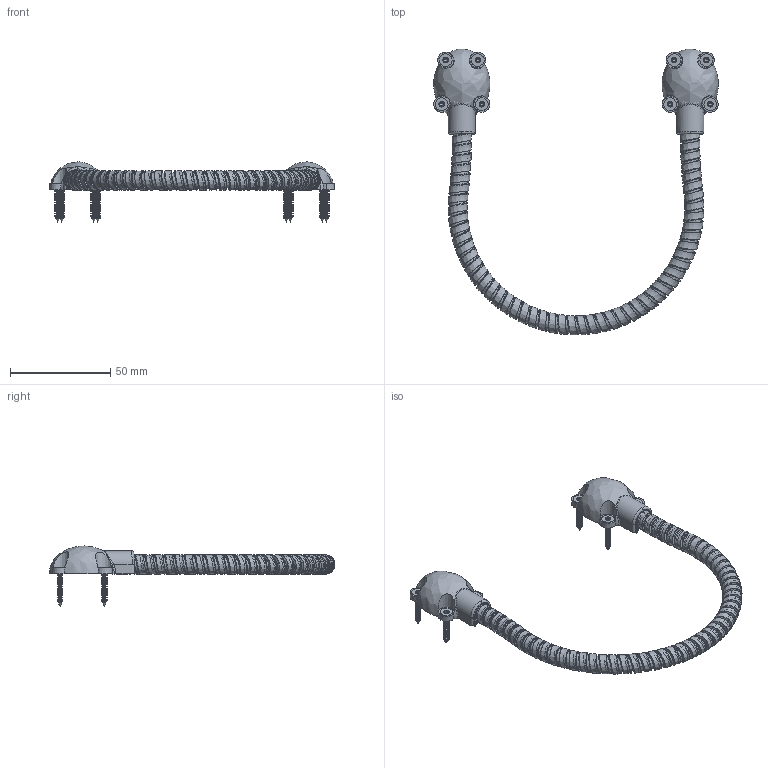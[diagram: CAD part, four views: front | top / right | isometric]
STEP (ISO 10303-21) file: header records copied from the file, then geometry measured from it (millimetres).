
FILE_DESCRIPTION (( 'STEP AP214' ), '1' );
FILE_NAME ('DLI7_30.STEP', '2021-08-02T14:18:05', ( '' ), ( '' ), 'SwSTEP 2.0', 'SolidWorks 2020', '' );
FILE_SCHEMA (( 'AUTOMOTIVE_DESIGN' ));
Length unit declared in the file: millimetre
Products named in the file (7): SCREW BAG FOR DL_SCREW BAG DL7; 3_7mm; ISO 14586 - ST2.9 x 19-C-S_ISO 14586 - ST2.9 x 19-C-S; MP0181-DL FIXING PART DIAM 7_MOULE ZAMACK; PP0053-PLASTIC END CAP ID7.2; DLI7_30; MP0179-OVOID END CAP DL DIAM 7_ZAMACK
Assembly tree (16 placements, depth 3):
  DLI7_30
    3_7mm
    MP0179-OVOID END CAP DL DIAM 7_ZAMACK  x2
    SCREW BAG FOR DL_SCREW BAG DL7
      ISO 14586 - ST2.9 x 19-C-S_ISO 14586 - ST2.9 x 19-C-S  x8
      MP0181-DL FIXING PART DIAM 7_MOULE ZAMACK  x2
      PP0053-PLASTIC END CAP ID7.2  x2
Bounding box: 141.89 x 142.56 x 30 mm (x, y, z)
Volume: 8052.4 mm3; surface area: 26794.2 mm2
Topology: 14 solids, 15 shells, 1203 faces, 2608 edges, 1426 vertices
Faces by surface type: cone 612, cylinder 286, plane 216, bspline 73, torus 16
Entity records: 36505 total; most frequent: CARTESIAN_POINT 30294, ORIENTED_EDGE 1286, DIRECTION 1191, EDGE_CURVE 653, AXIS2_PLACEMENT_3D 479, VERTEX_POINT 388, EDGE_LOOP 288, FACE_OUTER_BOUND 276
